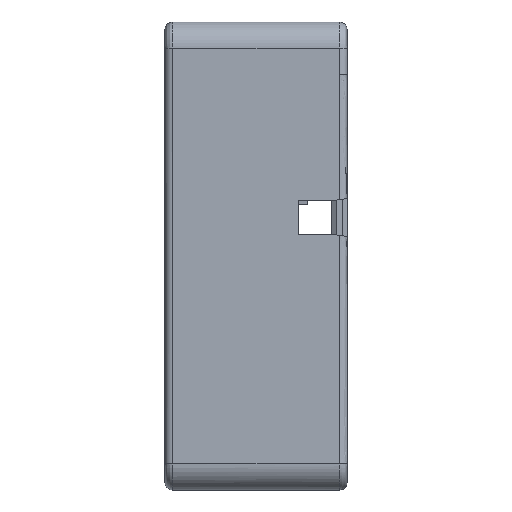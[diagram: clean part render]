
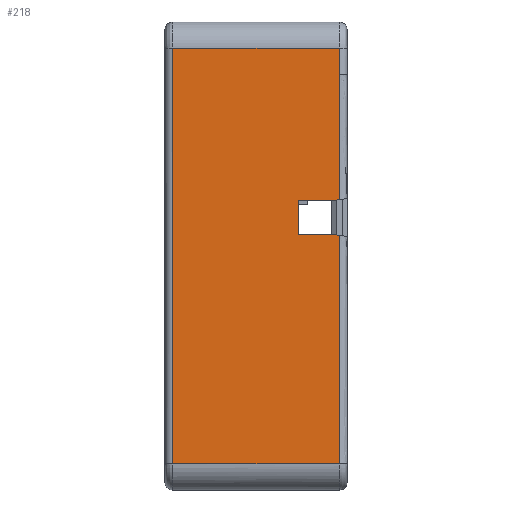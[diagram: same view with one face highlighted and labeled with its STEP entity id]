
A CAD part, left-side view. The second image highlights one B-rep face of the part: STEP entity #218.
In plain terms, the highlighted face is planar.
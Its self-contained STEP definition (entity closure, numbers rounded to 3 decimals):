
#218=ADVANCED_FACE('',(#660),#6743,.T.);
#660=FACE_OUTER_BOUND('',#1132,.T.);
#1132=EDGE_LOOP('',(#2360,#2361,#2362,#2363,#2364,#2365,#2366,#2367,#2368,
#2369,#2370));
#2360=ORIENTED_EDGE('',*,*,#4217,.F.);
#2361=ORIENTED_EDGE('',*,*,#4219,.T.);
#2362=ORIENTED_EDGE('',*,*,#4220,.T.);
#2363=ORIENTED_EDGE('',*,*,#4237,.T.);
#2364=ORIENTED_EDGE('',*,*,#4221,.T.);
#2365=ORIENTED_EDGE('',*,*,#4222,.T.);
#2366=ORIENTED_EDGE('',*,*,#4223,.T.);
#2367=ORIENTED_EDGE('',*,*,#4379,.T.);
#2368=ORIENTED_EDGE('',*,*,#4224,.T.);
#2369=ORIENTED_EDGE('',*,*,#4225,.T.);
#2370=ORIENTED_EDGE('',*,*,#4226,.T.);
#4217=EDGE_CURVE('',#6378,#6379,#5679,.T.);
#4219=EDGE_CURVE('',#6378,#6380,#5189,.T.);
#4220=EDGE_CURVE('',#6380,#6381,#5190,.T.);
#4221=EDGE_CURVE('',#6382,#6383,#5191,.T.);
#4222=EDGE_CURVE('',#6383,#6384,#5192,.T.);
#4223=EDGE_CURVE('',#6384,#6385,#5193,.T.);
#4224=EDGE_CURVE('',#6386,#6387,#5194,.T.);
#4225=EDGE_CURVE('',#6387,#6388,#5195,.T.);
#4226=EDGE_CURVE('',#6388,#6379,#5196,.T.);
#4237=EDGE_CURVE('',#6381,#6382,#5203,.T.);
#4379=EDGE_CURVE('',#6385,#6386,#5296,.T.);
#5189=B_SPLINE_CURVE_WITH_KNOTS('',1,(#16590,#16591),.UNSPECIFIED.,.F.,
 .F.,(2,2),(-16.,0.),.UNSPECIFIED.);
#5190=B_SPLINE_CURVE_WITH_KNOTS('',1,(#16592,#16593),.UNSPECIFIED.,.F.,
 .F.,(2,2),(-21.983,0.),.UNSPECIFIED.);
#5191=B_SPLINE_CURVE_WITH_KNOTS('',1,(#16594,#16595),.UNSPECIFIED.,.F.,
 .F.,(2,2),(0.,3.),.UNSPECIFIED.);
#5192=B_SPLINE_CURVE_WITH_KNOTS('',1,(#16596,#16597),.UNSPECIFIED.,.F.,
 .F.,(2,2),(0.,3.2),.UNSPECIFIED.);
#5193=B_SPLINE_CURVE_WITH_KNOTS('',1,(#16598,#16599),.UNSPECIFIED.,.F.,
 .F.,(2,2),(0.,3.),.UNSPECIFIED.);
#5194=B_SPLINE_CURVE_WITH_KNOTS('',1,(#16600,#16601),.UNSPECIFIED.,.F.,
 .F.,(2,2),(-12.083,0.),.UNSPECIFIED.);
#5195=B_SPLINE_CURVE_WITH_KNOTS('',1,(#16602,#16603),.UNSPECIFIED.,.F.,
 .F.,(2,2),(-2.5,0.),.UNSPECIFIED.);
#5196=B_SPLINE_CURVE_WITH_KNOTS('',1,(#16604,#16605),.UNSPECIFIED.,.F.,
 .F.,(2,2),(-16.,0.),.UNSPECIFIED.);
#5203=B_SPLINE_CURVE_WITH_KNOTS('',1,(#16632,#16633),.UNSPECIFIED.,.F.,
 .F.,(2,2),(0.,0.957),.UNSPECIFIED.);
#5296=B_SPLINE_CURVE_WITH_KNOTS('',1,(#17132,#17133),.UNSPECIFIED.,.F.,
 .F.,(2,2),(0.,0.957),.UNSPECIFIED.);
#5679=(
BOUNDED_CURVE()
B_SPLINE_CURVE(1,(#16585,#16586),.UNSPECIFIED.,.F.,.F.)
B_SPLINE_CURVE_WITH_KNOTS((2,2),(0.,40.),.UNSPECIFIED.)
CURVE()
GEOMETRIC_REPRESENTATION_ITEM()
RATIONAL_B_SPLINE_CURVE((1.,1.))
REPRESENTATION_ITEM('')
);
#6378=VERTEX_POINT('',#15464);
#6379=VERTEX_POINT('',#15465);
#6380=VERTEX_POINT('',#15466);
#6381=VERTEX_POINT('',#15467);
#6382=VERTEX_POINT('',#15468);
#6383=VERTEX_POINT('',#15469);
#6384=VERTEX_POINT('',#15470);
#6385=VERTEX_POINT('',#15471);
#6386=VERTEX_POINT('',#15472);
#6387=VERTEX_POINT('',#15473);
#6388=VERTEX_POINT('',#15474);
#6743=PLANE('',#7211);
#7211=AXIS2_PLACEMENT_3D('',#9391,#7428,$);
#7428=DIRECTION('',(0.,-1.,0.));
#9391=CARTESIAN_POINT('',(-24.156,0.,17.756));
#15464=CARTESIAN_POINT('',(20.,0.,0.));
#15465=CARTESIAN_POINT('',(-20.,0.,0.));
#15466=CARTESIAN_POINT('',(20.,0.,16.));
#15467=CARTESIAN_POINT('',(-1.983,0.,16.));
#15468=CARTESIAN_POINT('',(-2.1,0.,15.05));
#15469=CARTESIAN_POINT('',(-2.1,0.,12.05));
#15470=CARTESIAN_POINT('',(-5.3,0.,12.05));
#15471=CARTESIAN_POINT('',(-5.3,0.,15.05));
#15472=CARTESIAN_POINT('',(-5.417,0.,16.));
#15473=CARTESIAN_POINT('',(-17.5,0.,16.));
#15474=CARTESIAN_POINT('',(-20.,0.,16.));
#16585=CARTESIAN_POINT('',(20.,0.,0.));
#16586=CARTESIAN_POINT('',(-20.,0.,0.));
#16590=CARTESIAN_POINT('',(20.,0.,0.));
#16591=CARTESIAN_POINT('',(20.,0.,16.));
#16592=CARTESIAN_POINT('',(20.,0.,16.));
#16593=CARTESIAN_POINT('',(-1.983,0.,16.));
#16594=CARTESIAN_POINT('',(-2.1,0.,15.05));
#16595=CARTESIAN_POINT('',(-2.1,0.,12.05));
#16596=CARTESIAN_POINT('',(-2.1,0.,12.05));
#16597=CARTESIAN_POINT('',(-5.3,0.,12.05));
#16598=CARTESIAN_POINT('',(-5.3,0.,12.05));
#16599=CARTESIAN_POINT('',(-5.3,0.,15.05));
#16600=CARTESIAN_POINT('',(-5.417,0.,16.));
#16601=CARTESIAN_POINT('',(-17.5,0.,16.));
#16602=CARTESIAN_POINT('',(-17.5,0.,16.));
#16603=CARTESIAN_POINT('',(-20.,0.,16.));
#16604=CARTESIAN_POINT('',(-20.,0.,16.));
#16605=CARTESIAN_POINT('',(-20.,0.,0.));
#16632=CARTESIAN_POINT('',(-1.983,0.,16.));
#16633=CARTESIAN_POINT('',(-2.1,0.,15.05));
#17132=CARTESIAN_POINT('',(-5.3,0.,15.05));
#17133=CARTESIAN_POINT('',(-5.417,0.,16.));
